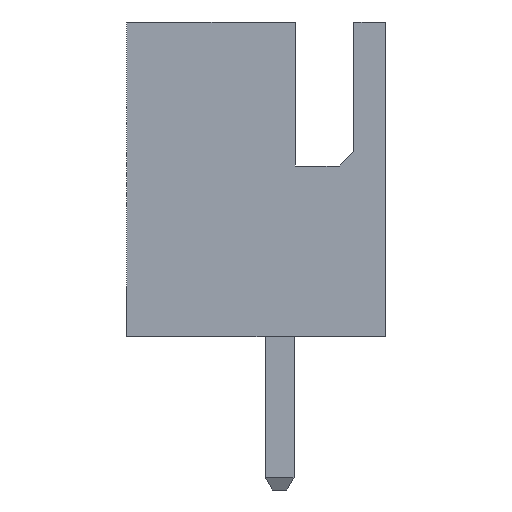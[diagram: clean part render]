
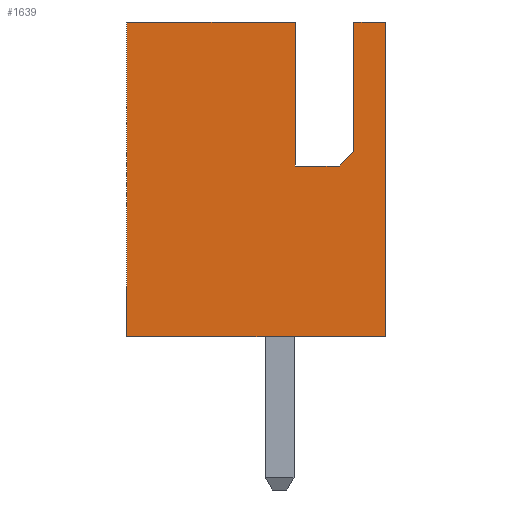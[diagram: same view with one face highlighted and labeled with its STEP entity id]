
A CAD part, left-side view. The second image highlights one B-rep face of the part: STEP entity #1639.
In plain terms, the highlighted planar face has unit normal (-1, 0, 0).
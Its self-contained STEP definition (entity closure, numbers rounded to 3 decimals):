
#1639=ADVANCED_FACE('',(#2902),#2904,.T.);
#2902=FACE_BOUND('',#2903,.T.);
#2903=EDGE_LOOP('',(#3962,#3963,#3964,#3965,#3966,#3967,#3968,#3969,#3970));
#2904=PLANE('',#2905);
#2905=AXIS2_PLACEMENT_3D('',#2906,#2907,#2908);
#2906=CARTESIAN_POINT('',(-47.55,3.4,0.));
#2907=DIRECTION('',(-1.,0.,0.));
#2908=DIRECTION('',(0.,-1.,0.));
#3962=ORIENTED_EDGE('',*,*,#4582,.T.);
#3963=ORIENTED_EDGE('',*,*,#4583,.T.);
#3964=ORIENTED_EDGE('',*,*,#4584,.F.);
#3965=ORIENTED_EDGE('',*,*,#4478,.F.);
#3966=ORIENTED_EDGE('',*,*,#4506,.T.);
#3967=ORIENTED_EDGE('',*,*,#4564,.T.);
#3968=ORIENTED_EDGE('',*,*,#4585,.F.);
#3969=ORIENTED_EDGE('',*,*,#4586,.T.);
#3970=ORIENTED_EDGE('',*,*,#4587,.T.);
#4478=EDGE_CURVE('',#5166,#5168,#5169,.T.);
#4506=EDGE_CURVE('',#5166,#5203,#5205,.T.);
#4564=EDGE_CURVE('',#5203,#5281,#5283,.T.);
#4582=EDGE_CURVE('',#5301,#5302,#5303,.F.);
#4583=EDGE_CURVE('',#5302,#5304,#5305,.F.);
#4584=EDGE_CURVE('',#5168,#5304,#5306,.T.);
#4585=EDGE_CURVE('',#5307,#5281,#5308,.T.);
#4586=EDGE_CURVE('',#5307,#5309,#5310,.F.);
#4587=EDGE_CURVE('',#5309,#5301,#5311,.F.);
#5166=VERTEX_POINT('',#6453);
#5168=VERTEX_POINT('',#6457);
#5169=LINE('',#6458,#6459);
#5203=VERTEX_POINT('',#6546);
#5205=LINE('',#6550,#6551);
#5281=VERTEX_POINT('',#6740);
#5283=LINE('',#6744,#6745);
#5301=VERTEX_POINT('',#6798);
#5302=VERTEX_POINT('',#6799);
#5303=LINE('',#6800,#6801);
#5304=VERTEX_POINT('',#6803);
#5305=LINE('',#6804,#6805);
#5306=LINE('',#6807,#6808);
#5307=VERTEX_POINT('',#6810);
#5308=LINE('',#6811,#6812);
#5309=VERTEX_POINT('',#6814);
#5310=LINE('',#6815,#6816);
#5311=LINE('',#6818,#6819);
#6453=CARTESIAN_POINT('',(-47.55,3.4,0.));
#6457=CARTESIAN_POINT('',(-47.55,3.4,7.));
#6458=CARTESIAN_POINT('',(-47.55,3.4,0.));
#6459=VECTOR('',#6460,1.);
#6460=DIRECTION('',(0.,0.,1.));
#6546=CARTESIAN_POINT('',(-47.55,-2.35,0.));
#6550=CARTESIAN_POINT('',(-47.55,3.4,0.));
#6551=VECTOR('',#6552,1.);
#6552=DIRECTION('',(0.,-1.,0.));
#6740=CARTESIAN_POINT('',(-47.55,-2.35,7.));
#6744=CARTESIAN_POINT('',(-47.55,-2.35,0.));
#6745=VECTOR('',#6746,1.);
#6746=DIRECTION('',(0.,0.,1.));
#6798=CARTESIAN_POINT('',(-47.55,-1.325,3.8));
#6799=CARTESIAN_POINT('',(-47.55,-0.35,3.8));
#6800=CARTESIAN_POINT('',(-47.55,-0.35,3.8));
#6801=VECTOR('',#6802,1.);
#6802=DIRECTION('',(0.,-1.,0.));
#6803=CARTESIAN_POINT('',(-47.55,-0.35,7.));
#6804=CARTESIAN_POINT('',(-47.55,-0.35,7.));
#6805=VECTOR('',#6806,1.);
#6806=DIRECTION('',(0.,0.,-1.));
#6807=CARTESIAN_POINT('',(-47.55,3.4,7.));
#6808=VECTOR('',#6809,1.);
#6809=DIRECTION('',(0.,-1.,0.));
#6810=CARTESIAN_POINT('',(-47.55,-1.65,7.));
#6811=CARTESIAN_POINT('',(-47.55,-1.65,7.));
#6812=VECTOR('',#6813,1.);
#6813=DIRECTION('',(0.,-1.,0.));
#6814=CARTESIAN_POINT('',(-47.55,-1.65,4.125));
#6815=CARTESIAN_POINT('',(-47.55,-1.65,4.125));
#6816=VECTOR('',#6817,1.);
#6817=DIRECTION('',(0.,0.,1.));
#6818=CARTESIAN_POINT('',(-47.55,-1.325,3.8));
#6819=VECTOR('',#6820,1.);
#6820=DIRECTION('',(0.,-0.707,0.707));
